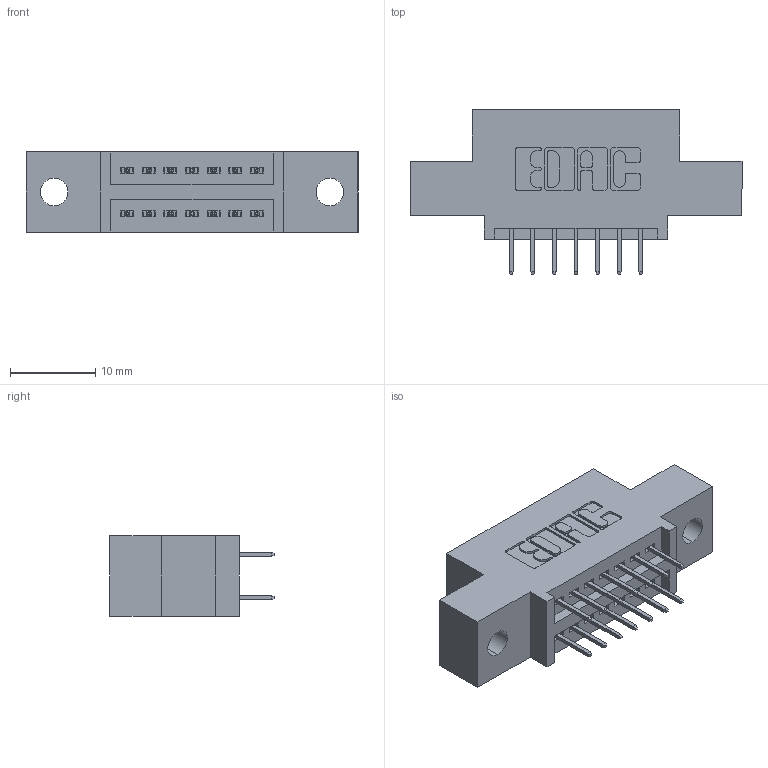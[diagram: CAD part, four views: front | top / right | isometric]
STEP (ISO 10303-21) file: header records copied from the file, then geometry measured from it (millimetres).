
FILE_DESCRIPTION (( 'STEP AP203' ), '1' );
FILE_NAME ('395-014-524-502.STEP', '2018-11-05T23:21:04', ( '' ), ( '' ), 'SwSTEP 2.0', 'SolidWorks 2016', '' );
FILE_SCHEMA (( 'CONFIG_CONTROL_DESIGN' ));
Length unit declared in the file: inch
Products named in the file (3): 345 Part_0.110 Offset - 0.128 Dia; 395-014-524-502; 345-292-001_345-293-124
Assembly tree (15 placements, depth 2):
  395-014-524-502
    345 Part_0.110 Offset - 0.128 Dia
    345-292-001_345-293-124  x14
Bounding box: 38.99 x 19.35 x 9.4 mm (x, y, z)
Volume: 3331.3 mm3; surface area: 4010.5 mm2
Topology: 15 solids, 15 shells, 886 faces, 2495 edges, 1606 vertices
Faces by surface type: plane 630, cylinder 256
Entity records: 10413 total; most frequent: CARTESIAN_POINT 1780, ORIENTED_EDGE 1714, DIRECTION 1613, EDGE_CURVE 857, LINE 701, VECTOR 701, VERTEX_POINT 566, AXIS2_PLACEMENT_3D 456
